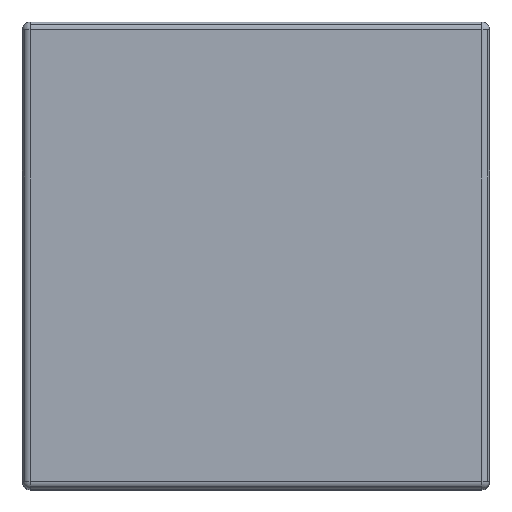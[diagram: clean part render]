
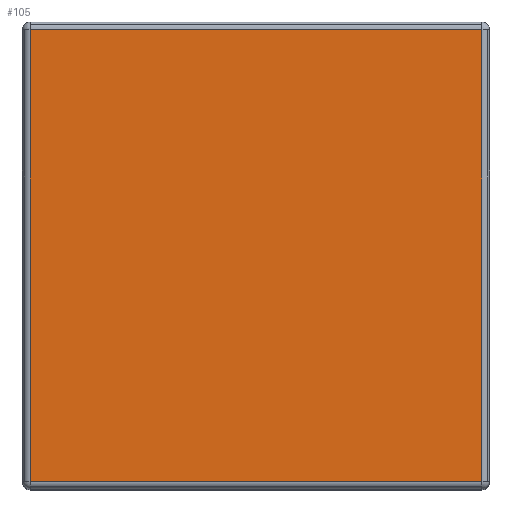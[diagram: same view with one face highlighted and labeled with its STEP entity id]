
A CAD part, top view. The second image highlights one B-rep face of the part: STEP entity #105.
In plain terms, the highlighted planar face has unit normal (0, 0, 1).
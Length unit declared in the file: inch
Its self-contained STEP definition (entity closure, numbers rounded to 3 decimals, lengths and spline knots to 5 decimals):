
#105=ADVANCED_FACE('',(#221),#222,.F.);
#221=FACE_OUTER_BOUND('',#337,.T.);
#222=PLANE('',#338);
#337=EDGE_LOOP('',(#762,#763,#764,#765));
#338=AXIS2_PLACEMENT_3D('',#766,#767,#768);
#762=ORIENTED_EDGE('',*,*,#780,.F.);
#763=ORIENTED_EDGE('',*,*,#776,.F.);
#764=ORIENTED_EDGE('',*,*,#784,.F.);
#765=ORIENTED_EDGE('',*,*,#901,.F.);
#766=CARTESIAN_POINT('',(-1.3475,1.3475,2.775));
#767=DIRECTION('',(0.0,0.0,-1.0));
#768=DIRECTION('',(-1.0,0.0,0.0));
#776=EDGE_CURVE('',#913,#915,#916,.T.);
#780=EDGE_CURVE('',#915,#922,#923,.T.);
#784=EDGE_CURVE('',#928,#913,#930,.T.);
#901=EDGE_CURVE('',#922,#928,#1117,.T.);
#913=VERTEX_POINT('',#1132);
#915=VERTEX_POINT('',#1134);
#916=LINE('',#1135,#1136);
#922=VERTEX_POINT('',#1143);
#923=LINE('',#1144,#1145);
#928=VERTEX_POINT('',#1151);
#930=LINE('',#1153,#1154);
#1117=LINE('',#1416,#1417);
#1132=CARTESIAN_POINT('',(0.1025,-0.1025,2.775));
#1134=CARTESIAN_POINT('',(-2.7975,-0.1025,2.775));
#1135=CARTESIAN_POINT('',(-1.3475,-0.1025,2.775));
#1136=VECTOR('',#1430,1.0);
#1143=CARTESIAN_POINT('',(-2.7975,2.7975,2.775));
#1144=CARTESIAN_POINT('',(-2.7975,1.3475,2.775));
#1145=VECTOR('',#1438,1.0);
#1151=CARTESIAN_POINT('',(0.1025,2.7975,2.775));
#1153=CARTESIAN_POINT('',(0.1025,1.3475,2.775));
#1154=VECTOR('',#1446,1.0);
#1416=CARTESIAN_POINT('',(-1.3475,2.7975,2.775));
#1417=VECTOR('',#1645,1.0);
#1430=DIRECTION('',(-1.0,0.0,0.0));
#1438=DIRECTION('',(0.0,1.0,0.0));
#1446=DIRECTION('',(0.0,-1.0,0.0));
#1645=DIRECTION('',(1.0,0.0,0.0));
